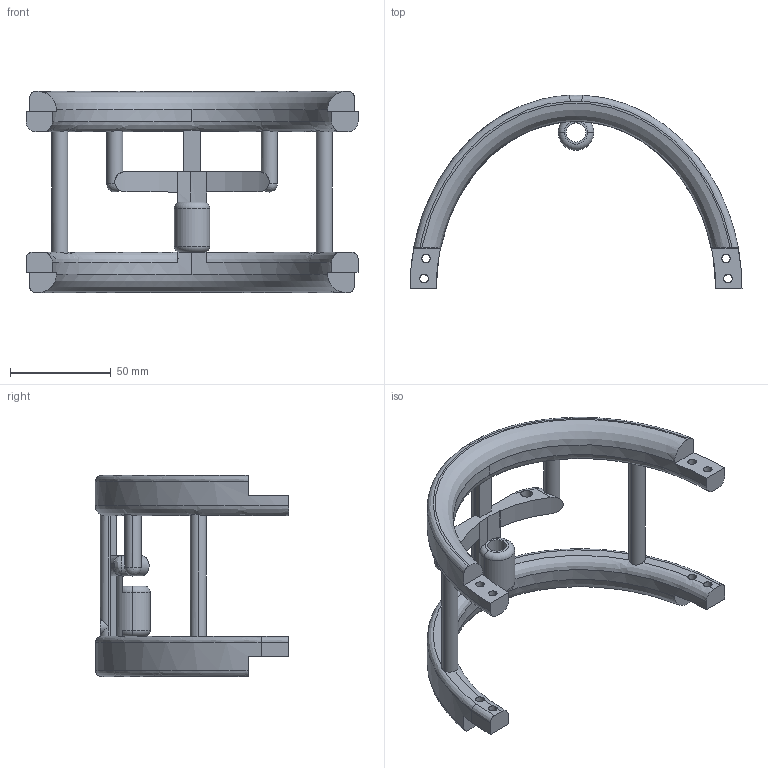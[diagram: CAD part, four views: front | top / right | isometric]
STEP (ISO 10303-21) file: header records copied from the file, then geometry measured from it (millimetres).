
FILE_DESCRIPTION (( 'STEP AP203' ), '1' );
FILE_NAME ('cage_top.STEP', '2023-10-27T13:46:04', ( 'Neurobiology' ), ( '' ), 'SwSTEP 2.0', 'SolidWorks 2021', '' );
FILE_SCHEMA (( 'CONFIG_CONTROL_DESIGN' ));
Length unit declared in the file: millimetre
Products named in the file (1): cage_top
Bounding box: 165 x 96.2 x 100 mm (x, y, z)
Volume: 133102.8 mm3; surface area: 41425.2 mm2
Topology: 1 solids, 1 shells, 143 faces, 467 edges, 303 vertices
Faces by surface type: bspline 46, cylinder 44, plane 44, torus 6, sphere 3
Entity records: 9471 total; most frequent: CARTESIAN_POINT 5795, ORIENTED_EDGE 918, DIRECTION 571, EDGE_CURVE 459, VERTEX_POINT 299, AXIS2_PLACEMENT_3D 221, B_SPLINE_CURVE_WITH_KNOTS 184, EDGE_LOOP 158
